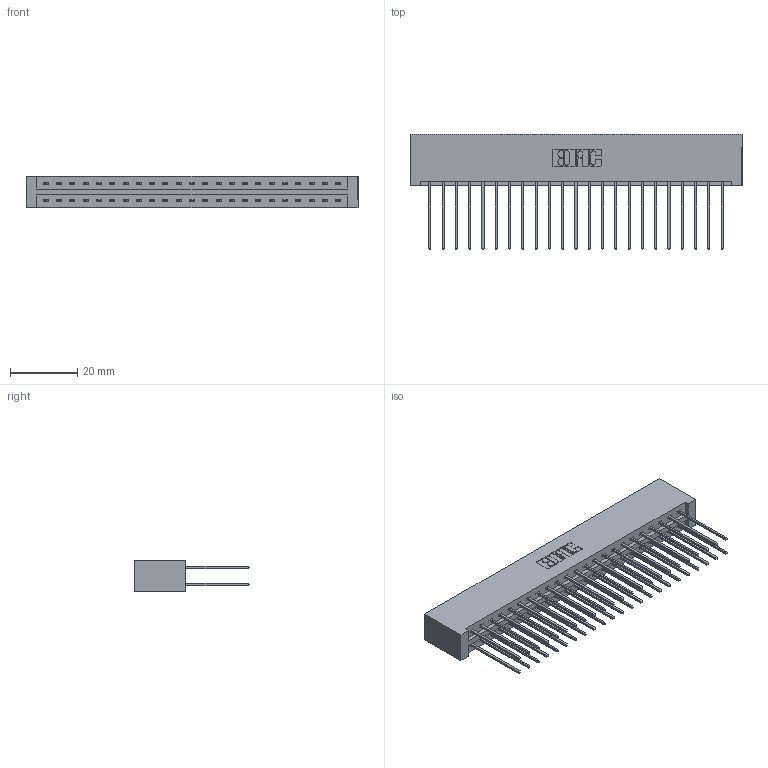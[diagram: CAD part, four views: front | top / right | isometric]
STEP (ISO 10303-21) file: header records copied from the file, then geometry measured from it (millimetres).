
FILE_DESCRIPTION (( 'STEP AP203' ), '1' );
FILE_NAME ('337-046-541-201.STEP', '2018-08-09T07:33:27', ( '' ), ( '' ), 'SwSTEP 2.0', 'SolidWorks 2016', '' );
FILE_SCHEMA (( 'CONFIG_CONTROL_DESIGN' ));
Length unit declared in the file: inch
Products named in the file (3): 345-292-001_345-293-141; 337-046-541-201; 337 Part_No Mounting Lugs
Assembly tree (47 placements, depth 2):
  337-046-541-201
    337 Part_No Mounting Lugs
    345-292-001_345-293-141  x46
Bounding box: 99.01 x 34.3 x 9.4 mm (x, y, z)
Volume: 11206.1 mm3; surface area: 13864.8 mm2
Topology: 47 solids, 47 shells, 2590 faces, 7693 edges, 5066 vertices
Faces by surface type: plane 1814, cylinder 776
Entity records: 20031 total; most frequent: CARTESIAN_POINT 3390, ORIENTED_EDGE 3326, DIRECTION 2911, EDGE_CURVE 1663, VECTOR 1543, LINE 1543, VERTEX_POINT 1106, AXIS2_PLACEMENT_3D 684
